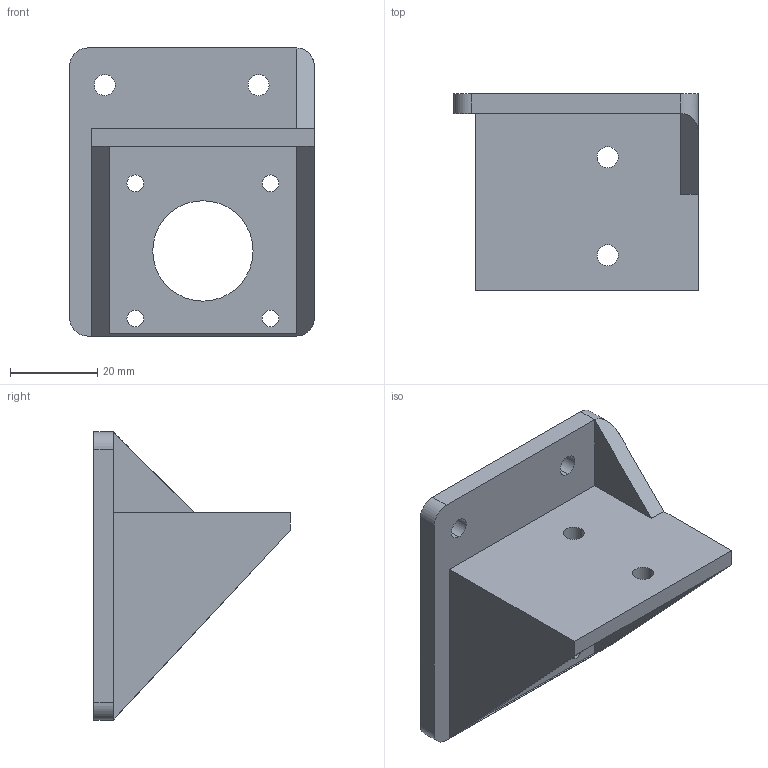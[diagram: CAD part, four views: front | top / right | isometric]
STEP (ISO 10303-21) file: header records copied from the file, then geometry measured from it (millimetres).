
FILE_DESCRIPTION (( 'STEP AP214' ), '1' );
FILE_NAME ('Motor_Mount_Right.STEP', '2021-08-15T08:07:58', ( '' ), ( '' ), 'SwSTEP 2.0', 'SolidWorks 2020', '' );
FILE_SCHEMA (( 'AUTOMOTIVE_DESIGN' ));
Length unit declared in the file: millimetre
Products named in the file (1): Motor_Mount_Right
Bounding box: 56 x 45 x 66 mm (x, y, z)
Volume: 30175.2 mm3; surface area: 16269.7 mm2
Topology: 1 solids, 1 shells, 39 faces, 106 edges, 69 vertices
Faces by surface type: cylinder 22, plane 17
Entity records: 1312 total; most frequent: DIRECTION 226, CARTESIAN_POINT 221, ORIENTED_EDGE 212, EDGE_CURVE 106, AXIS2_PLACEMENT_3D 82, VERTEX_POINT 69, VECTOR 62, LINE 62
